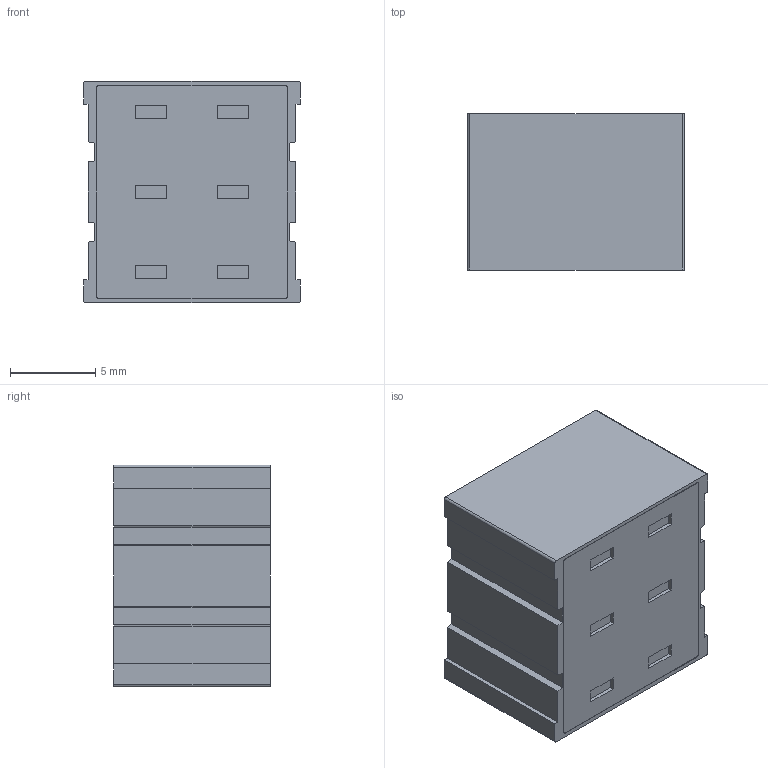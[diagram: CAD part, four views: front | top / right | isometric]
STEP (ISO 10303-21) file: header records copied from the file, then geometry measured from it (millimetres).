
FILE_DESCRIPTION(/* description */ (''),/* implementation_level */ '2;1');
FILE_NAME(/* name */ '_M20281SS1W03-switch.ipt.step',/* time_stamp */ '2015-01-02T19:21:07-08:00',/* author */ ('Philip'),/* organization */ (''),/* preprocessor_version */ 'ST-DEVELOPER v15.6',/* originating_system */ 'Autodesk Inventor 2015',/* authorisation */ '');
FILE_SCHEMA (('AUTOMOTIVE_DESIGN { 1 0 10303 214 3 1 1 }'));
Length unit declared in the file: inch
Products named in the file (1): _M20281SS1W03-switch
Bounding box: 12.7 x 9.17 x 13 mm (x, y, z)
Volume: 1445.3 mm3; surface area: 827 mm2
Topology: 1 solids, 1 shells, 73 faces, 192 edges, 128 vertices
Faces by surface type: plane 65, cylinder 8
Entity records: 2255 total; most frequent: CARTESIAN_POINT 394, ORIENTED_EDGE 384, DIRECTION 356, EDGE_CURVE 192, LINE 176, VECTOR 176, VERTEX_POINT 128, AXIS2_PLACEMENT_3D 90
